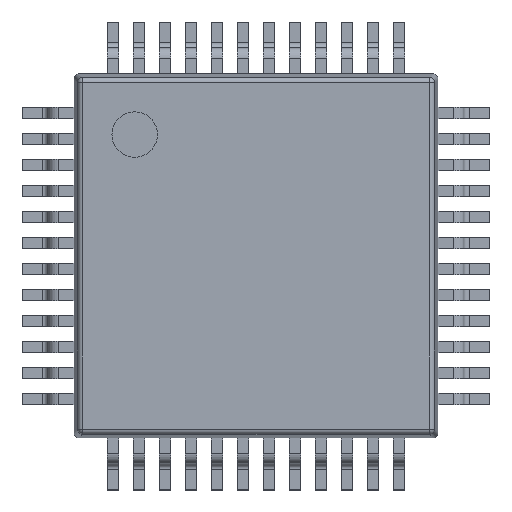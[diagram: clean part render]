
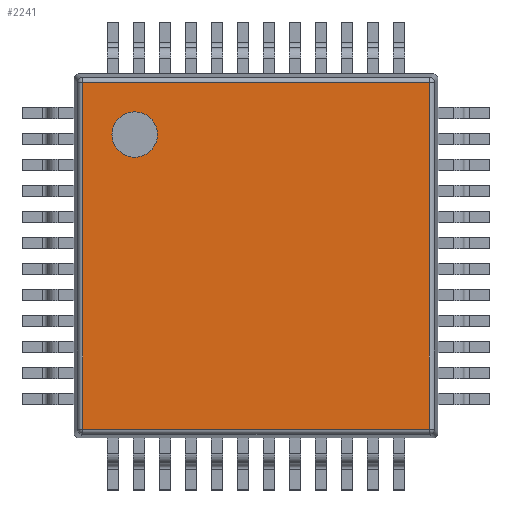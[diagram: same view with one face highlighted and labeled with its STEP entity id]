
A CAD part, top view. The second image highlights one B-rep face of the part: STEP entity #2241.
In plain terms, the highlighted planar face has unit normal (0, 0, 1).
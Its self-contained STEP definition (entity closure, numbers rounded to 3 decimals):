
#1896 = VERTEX_POINT('',#1897);
#1897 = CARTESIAN_POINT('',(0.168,0.168,1.6));
#1904 = EDGE_CURVE('',#1896,#1905,#1907,.T.);
#1905 = VERTEX_POINT('',#1906);
#1906 = CARTESIAN_POINT('',(0.168,6.832,1.6));
#1907 = LINE('',#1908,#1909);
#1908 = CARTESIAN_POINT('',(0.168,0.078,1.6));
#1909 = VECTOR('',#1910,1.);
#1910 = DIRECTION('',(0.,1.,-0.));
#2241 = ADVANCED_FACE('',(#2242,#2267),#2278,.T.);
#2242 = FACE_BOUND('',#2243,.T.);
#2243 = EDGE_LOOP('',(#2244,#2245,#2253,#2261));
#2244 = ORIENTED_EDGE('',*,*,#1904,.F.);
#2245 = ORIENTED_EDGE('',*,*,#2246,.T.);
#2246 = EDGE_CURVE('',#1896,#2247,#2249,.T.);
#2247 = VERTEX_POINT('',#2248);
#2248 = CARTESIAN_POINT('',(6.832,0.168,1.6));
#2249 = LINE('',#2250,#2251);
#2250 = CARTESIAN_POINT('',(0.078,0.168,1.6));
#2251 = VECTOR('',#2252,1.);
#2252 = DIRECTION('',(1.,-0.,0.));
#2253 = ORIENTED_EDGE('',*,*,#2254,.T.);
#2254 = EDGE_CURVE('',#2247,#2255,#2257,.T.);
#2255 = VERTEX_POINT('',#2256);
#2256 = CARTESIAN_POINT('',(6.832,6.832,1.6));
#2257 = LINE('',#2258,#2259);
#2258 = CARTESIAN_POINT('',(6.832,0.078,1.6));
#2259 = VECTOR('',#2260,1.);
#2260 = DIRECTION('',(0.,1.,-0.));
#2261 = ORIENTED_EDGE('',*,*,#2262,.F.);
#2262 = EDGE_CURVE('',#1905,#2255,#2263,.T.);
#2263 = LINE('',#2264,#2265);
#2264 = CARTESIAN_POINT('',(0.078,6.832,1.6));
#2265 = VECTOR('',#2266,1.);
#2266 = DIRECTION('',(1.,0.,0.));
#2267 = FACE_BOUND('',#2268,.T.);
#2268 = EDGE_LOOP('',(#2269));
#2269 = ORIENTED_EDGE('',*,*,#2270,.F.);
#2270 = EDGE_CURVE('',#2271,#2271,#2273,.T.);
#2271 = VERTEX_POINT('',#2272);
#2272 = CARTESIAN_POINT('',(1.604,5.833,1.6));
#2273 = CIRCLE('',#2274,0.438);
#2274 = AXIS2_PLACEMENT_3D('',#2275,#2276,#2277);
#2275 = CARTESIAN_POINT('',(1.167,5.833,1.6));
#2276 = DIRECTION('',(0.,0.,1.));
#2277 = DIRECTION('',(1.,0.,-0.));
#2278 = PLANE('',#2279);
#2279 = AXIS2_PLACEMENT_3D('',#2280,#2281,#2282);
#2280 = CARTESIAN_POINT('',(0.,0.,1.6));
#2281 = DIRECTION('',(0.,0.,1.));
#2282 = DIRECTION('',(1.,0.,-0.));
